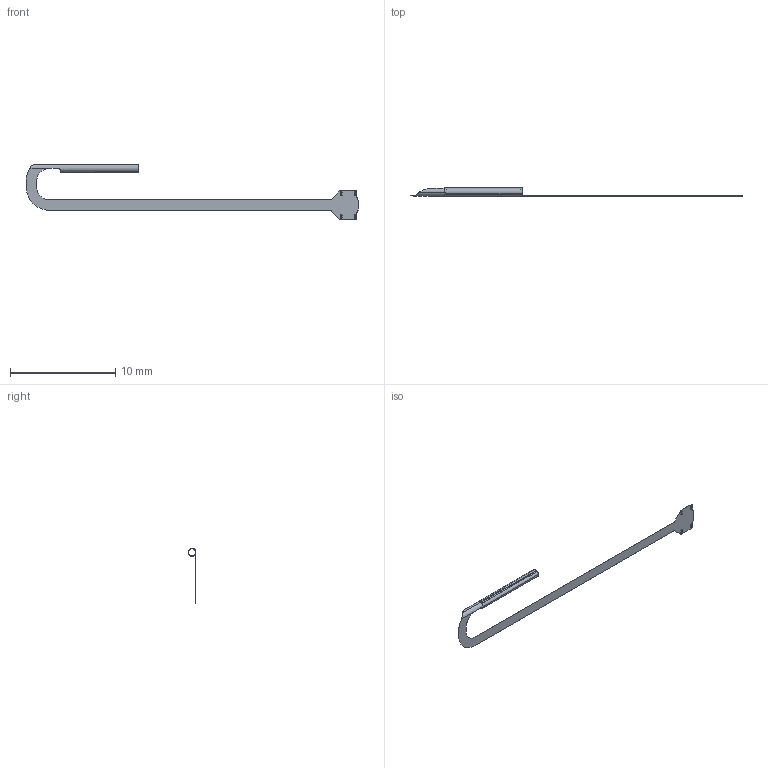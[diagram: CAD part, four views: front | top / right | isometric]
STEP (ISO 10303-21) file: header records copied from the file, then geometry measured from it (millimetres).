
FILE_DESCRIPTION (( 'STEP AP214' ), '1' );
FILE_NAME ('E3- Large.STEP', '2023-07-24T23:35:14', ( '' ), ( '' ), 'SwSTEP 2.0', 'SolidWorks 2019', '' );
FILE_SCHEMA (( 'AUTOMOTIVE_DESIGN' ));
Length unit declared in the file: millimetre
Products named in the file (1): E3- Large
Bounding box: 31.55 x 0.76 x 5.29 mm (x, y, z)
Volume: 0.8 mm3; surface area: 155.7 mm2
Topology: 1 solids, 1 shells, 76 faces, 212 edges, 138 vertices
Faces by surface type: cylinder 48, plane 20, bspline 8
Entity records: 3103 total; most frequent: CARTESIAN_POINT 1106, ORIENTED_EDGE 424, DIRECTION 393, EDGE_CURVE 212, AXIS2_PLACEMENT_3D 149, VERTEX_POINT 138, LINE 95, VECTOR 95
